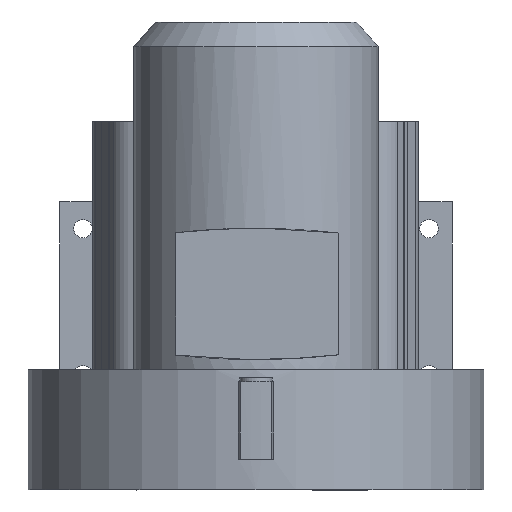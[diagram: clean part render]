
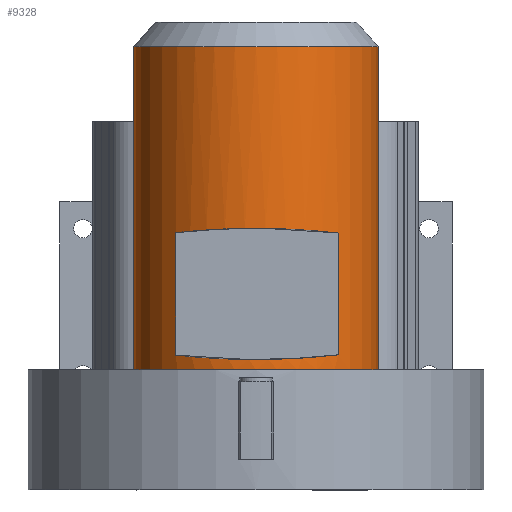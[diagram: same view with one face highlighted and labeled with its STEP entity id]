
A CAD part, front view. The second image highlights one B-rep face of the part: STEP entity #9328.
In plain terms, the highlighted cylindrical face has radius 79.5 mm (diameter 159 mm), a partial arc.
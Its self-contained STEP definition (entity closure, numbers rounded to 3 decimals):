
#122=CARTESIAN_POINT('',(0.,0.,
58.1));
#123=DIRECTION('',(0.,0.,1.));
#124=DIRECTION('',(-1.,0.,0.));
#125=AXIS2_PLACEMENT_3D('',#122,#123,#124);
#3450=DIRECTION('',(0.,0.,-1.));
#3451=VECTOR('',#3450,210.2);
#3452=CARTESIAN_POINT('',(-79.5,0.,
268.3));
#3453=LINE('',#3452,#3451);
#3472=CARTESIAN_POINT('',(0.,0.,
268.3));
#3473=DIRECTION('',(0.,0.,1.));
#3474=DIRECTION('',(-1.,0.,0.));
#3475=AXIS2_PLACEMENT_3D('',#3472,#3473,#3474);
#3477=DIRECTION('',(0.,0.,-1.));
#3478=VECTOR('',#3477,210.2);
#3479=CARTESIAN_POINT('',(79.5,0.,268.3));
#3480=LINE('',#3479,#3478);
#3481=DIRECTION('',(0.,0.,1.));
#3482=VECTOR('',#3481,79.639);
#3483=CARTESIAN_POINT('',(-52.275,-59.896,
67.681));
#3484=LINE('',#3483,#3482);
#3485=CARTESIAN_POINT('',(-52.275,-59.896,
67.681));
#3486=CARTESIAN_POINT('',(-50.125,-61.773,
67.445));
#3487=CARTESIAN_POINT('',(-45.638,-65.279,
66.983));
#3488=CARTESIAN_POINT('',(-38.486,-69.733,
66.352));
#3489=CARTESIAN_POINT('',(-30.865,-73.428,
65.8));
#3490=CARTESIAN_POINT('',(-22.797,-76.326,
65.349));
#3491=CARTESIAN_POINT('',(-14.228,-78.386,
65.02));
#3492=CARTESIAN_POINT('',(-5.285,-79.496,
64.843));
#3493=CARTESIAN_POINT('',(3.822,-79.585,64.837));
#3494=CARTESIAN_POINT('',(13.06,-78.604,65.01));
#3495=CARTESIAN_POINT('',(22.106,-76.549,65.355));
#3496=CARTESIAN_POINT('',(30.697,-73.521,65.844));
#3497=CARTESIAN_POINT('',(38.825,-69.569,66.45));
#3498=CARTESIAN_POINT('',(46.419,-64.751,67.143));
#3499=CARTESIAN_POINT('',(51.128,-60.954,67.647));
#3500=CARTESIAN_POINT('',(53.371,-58.922,67.902));
#3502=DIRECTION('',(0.,0.,1.));
#3503=VECTOR('',#3502,79.196);
#3504=CARTESIAN_POINT('',(53.371,-58.922,67.902));
#3505=LINE('',#3504,#3503);
#3506=CARTESIAN_POINT('',(53.371,-58.922,147.098));
#3507=CARTESIAN_POINT('',(51.162,-60.922,147.35));
#3508=CARTESIAN_POINT('',(46.539,-64.655,147.844));
#3509=CARTESIAN_POINT('',(39.143,-69.381,148.523));
#3510=CARTESIAN_POINT('',(31.23,-73.288,149.12));
#3511=CARTESIAN_POINT('',(22.818,-76.335,149.61));
#3512=CARTESIAN_POINT('',(13.861,-78.466,149.967));
#3513=CARTESIAN_POINT('',(4.607,-79.547,150.156));
#3514=CARTESIAN_POINT('',(-4.608,-79.543,
150.164));
#3515=CARTESIAN_POINT('',(-13.719,-78.484,
149.995));
#3516=CARTESIAN_POINT('',(-22.462,-76.431,
149.668));
#3517=CARTESIAN_POINT('',(-30.65,-73.522,
149.214));
#3518=CARTESIAN_POINT('',(-38.349,-69.811,
148.659));
#3519=CARTESIAN_POINT('',(-45.562,-65.335,
148.025));
#3520=CARTESIAN_POINT('',(-50.1,-61.795,
147.558));
#3521=CARTESIAN_POINT('',(-52.275,-59.896,
147.32));
#3719=CARTESIAN_POINT('',(79.5,0.,58.1));
#3720=CARTESIAN_POINT('',(-79.5,0.,58.1));
#3721=VERTEX_POINT('',#3719);
#3722=VERTEX_POINT('',#3720);
#4415=CARTESIAN_POINT('',(79.5,0.,268.3));
#4416=CARTESIAN_POINT('',(-79.5,0.,268.3));
#4417=VERTEX_POINT('',#4415);
#4418=VERTEX_POINT('',#4416);
#4454=CARTESIAN_POINT('',(-52.275,-59.896,
67.681));
#4455=CARTESIAN_POINT('',(-52.275,-59.896,
147.32));
#4456=VERTEX_POINT('',#4454);
#4457=VERTEX_POINT('',#4455);
#4458=VERTEX_POINT('',#3500);
#4459=CARTESIAN_POINT('',(53.371,-58.922,147.098));
#4460=VERTEX_POINT('',#4459);
#9307=CARTESIAN_POINT('',(0.,0.,
58.1));
#9308=DIRECTION('',(0.,0.,1.));
#9309=DIRECTION('',(1.,0.,0.));
#9310=AXIS2_PLACEMENT_3D('',#9307,#9308,#9309);
#9311=CYLINDRICAL_SURFACE('',#9310,79.5);
#9312=ORIENTED_EDGE('',*,*,#9301,.T.);
#9313=ORIENTED_EDGE('',*,*,#9263,.T.);
#9314=ORIENTED_EDGE('',*,*,#4738,.F.);
#9315=ORIENTED_EDGE('',*,*,#9260,.F.);
#9316=EDGE_LOOP('',(#9312,#9313,#9314,#9315));
#9317=FACE_OUTER_BOUND('',#9316,.F.);
#9319=ORIENTED_EDGE('',*,*,#9318,.F.);
#9321=ORIENTED_EDGE('',*,*,#9320,.T.);
#9323=ORIENTED_EDGE('',*,*,#9322,.T.);
#9325=ORIENTED_EDGE('',*,*,#9324,.T.);
#9326=EDGE_LOOP('',(#9319,#9321,#9323,#9325));
#9327=FACE_BOUND('',#9326,.F.);
#9328=ADVANCED_FACE('',(#9317,#9327),#9311,.T.);
#126=CIRCLE('',#125,79.5);
#3476=CIRCLE('',#3475,79.5);
#3501=B_SPLINE_CURVE_WITH_KNOTS('',3,(#3485,#3486,#3487,#3488,#3489,#3490,#3491,
#3492,#3493,#3494,#3495,#3496,#3497,#3498,#3499,#3500),.UNSPECIFIED.,.F.,.F.,(4,
1,1,1,1,1,1,1,1,1,1,1,1,4),(0.,0.077,0.154,
0.231,0.308,0.385,0.462,
0.538,0.615,0.692,0.769,
0.846,0.923,1.),.UNSPECIFIED.);
#3522=B_SPLINE_CURVE_WITH_KNOTS('',3,(#3506,#3507,#3508,#3509,#3510,#3511,#3512,
#3513,#3514,#3515,#3516,#3517,#3518,#3519,#3520,#3521),.UNSPECIFIED.,.F.,.F.,(4,
1,1,1,1,1,1,1,1,1,1,1,1,4),(0.,0.077,0.154,
0.231,0.308,0.385,0.462,
0.538,0.615,0.692,0.769,
0.846,0.923,1.),.UNSPECIFIED.);
#4738=EDGE_CURVE('',#3722,#3721,#126,.T.);
#9260=EDGE_CURVE('',#4418,#3722,#3453,.T.);
#9263=EDGE_CURVE('',#4417,#3721,#3480,.T.);
#9301=EDGE_CURVE('',#4418,#4417,#3476,.T.);
#9318=EDGE_CURVE('',#4456,#4457,#3484,.T.);
#9320=EDGE_CURVE('',#4456,#4458,#3501,.T.);
#9322=EDGE_CURVE('',#4458,#4460,#3505,.T.);
#9324=EDGE_CURVE('',#4460,#4457,#3522,.T.);
